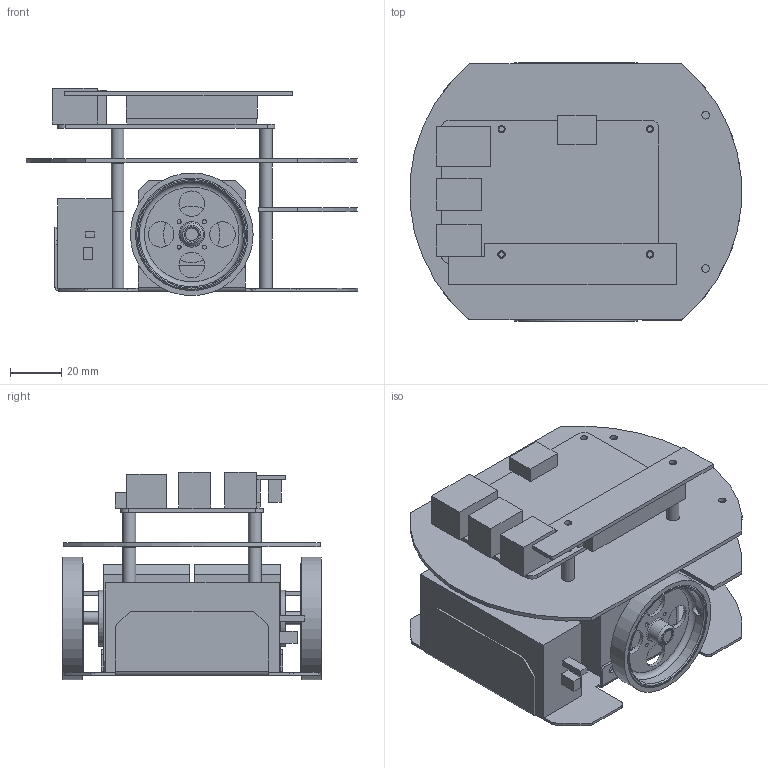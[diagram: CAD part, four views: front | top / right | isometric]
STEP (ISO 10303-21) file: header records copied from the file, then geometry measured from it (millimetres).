
FILE_DESCRIPTION(/* description */ (''),/* implementation_level */ '2;1');
FILE_NAME(/* name */ 'RasPiMouse.stp',/* time_stamp */ '2016-08-03T10:16:54+09:00',/* author */ ('NN'),/* organization */ (''),/* preprocessor_version */ 'ST-DEVELOPER v16.1',/* originating_system */ 'Autodesk Inventor 2016',/* authorisation */ '');
FILE_SCHEMA (('AUTOMOTIVE_DESIGN { 1 0 10303 214 3 1 1 }'));
Length unit declared in the file: millimetre
Products named in the file (14): ステッピングモータ_ST-42BYG0
20-1809 1.8°; アルミフレーム; Raspberry Pi B+; \X2\30B830E530E930B330F3300030B930DA30FC30B530FCFF084E38578BFF0930CD30B8
 BR-2630WE; \X2\30B830E530E930B330F3300030B930DA30FC30B530FCFF084E38578BFF0930CD30B8
 BR-2617.5WE; \X2\30B830E530E930B330F3300030B930DA30FC30B530FCFF084E38578BFF0930CD30B8
 BR-2619WE; Yuntong_3SYT503560HH11.1V; RasPiMouseBoard_A; RasPiMouseBoard_B; 5F84
\X0\5長12_AR-2612; Whreel5_ネジ穴位置改良; タイヤφ44用7.5mm幅_
RT-T75-44-R; RasPiMouseBoard_C; RasPiマウス
Assembly tree (24 placements, depth 2):
  RasPiマウス
    ステッピングモータ_ST-42BYG0
20-1809 1.8°  x2
    アルミフレーム
    Raspberry Pi B+
    \X2\30B830E530E930B330F3300030B930DA30FC30B530FCFF084E38578BFF0930CD30B8
 BR-2630WE  x4
    \X2\30B830E530E930B330F3300030B930DA30FC30B530FCFF084E38578BFF0930CD30B8
 BR-2617.5WE  x2
    \X2\30B830E530E930B330F3300030B930DA30FC30B530FCFF084E38578BFF0930CD30B8
 BR-2619WE  x2
    Yuntong_3SYT503560HH11.1V
    RasPiMouseBoard_A
    RasPiMouseBoard_B
  5F84
\X0\5長12_AR-2612  x4
    Whreel5_ネジ穴位置改良  x2
    タイヤφ44用7.5mm幅_
RT-T75-44-R  x2
    RasPiMouseBoard_C
Bounding box: 129.79 x 101 x 81.15 mm (x, y, z)
Volume: 245172.5 mm3; surface area: 122984.9 mm2
Topology: 24 solids, 24 shells, 553 faces, 1346 edges, 896 vertices
Faces by surface type: plane 391, cylinder 134, cone 22, torus 4, bspline 2
Full cylindrical faces by diameter (mm): 1.567 x8, 2.113 x12, 2.459 x10, 2.6 x18, 2.75 x4, 2.9 x2, 3 x6, 4 x2, 5 x16, 9 x2, 10 x8, 22 x2, 41 x2, 44 x4, 48 x2
Entity records: 13436 total; most frequent: CARTESIAN_POINT 2436, DIRECTION 2176, ORIENTED_EDGE 2038, EDGE_CURVE 1019, LINE 826, VECTOR 826, VERTEX_POINT 709, AXIS2_PLACEMENT_3D 675
